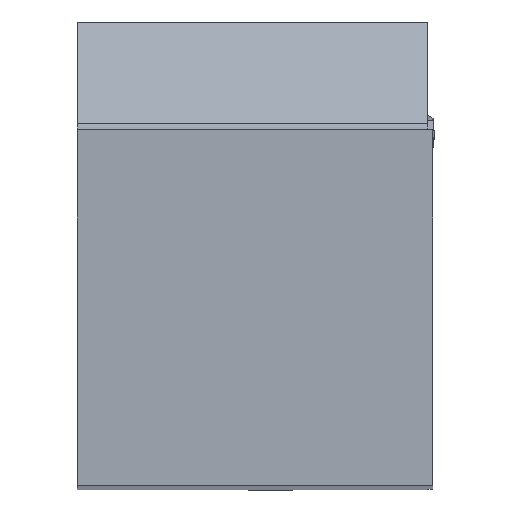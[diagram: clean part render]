
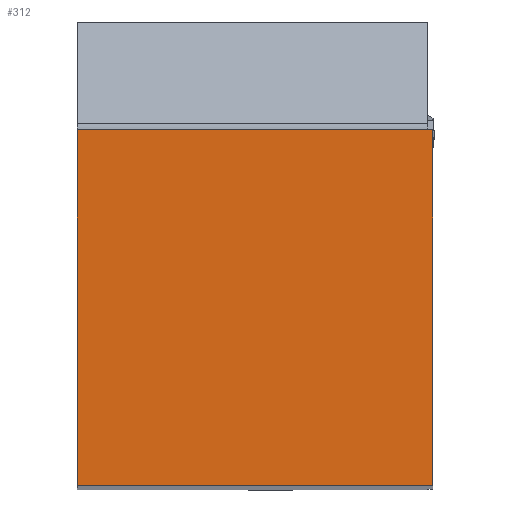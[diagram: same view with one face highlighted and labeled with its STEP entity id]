
A CAD part, top view. The second image highlights one B-rep face of the part: STEP entity #312.
In plain terms, the highlighted planar face has unit normal (0, 0, 1).
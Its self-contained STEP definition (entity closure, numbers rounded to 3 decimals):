
#312=ADVANCED_FACE('CU_BACK_SU1',(#473),#413,.F.);
#413=PLANE('',#2119);
#473=FACE_OUTER_BOUND('',#582,.T.);
#582=EDGE_LOOP('',(#825,#826,#827,#828));
#825=ORIENTED_EDGE('',*,*,#1462,.T.);
#826=ORIENTED_EDGE('',*,*,#1510,.F.);
#827=ORIENTED_EDGE('',*,*,#1522,.T.);
#828=ORIENTED_EDGE('',*,*,#1471,.T.);
#1274=VERTEX_POINT('',#2767);
#1275=VERTEX_POINT('',#2769);
#1283=VERTEX_POINT('',#2787);
#1310=VERTEX_POINT('',#2862);
#1462=EDGE_CURVE('',#1275,#1274,#1741,.T.);
#1471=EDGE_CURVE('',#1283,#1275,#1749,.T.);
#1510=EDGE_CURVE('',#1310,#1274,#1777,.T.);
#1522=EDGE_CURVE('',#1310,#1283,#1785,.T.);
#1741=LINE('',#2768,#1898);
#1749=LINE('',#2786,#1906);
#1777=LINE('',#2863,#1934);
#1785=LINE('',#2904,#1942);
#1898=VECTOR('',#2282,1.);
#1906=VECTOR('',#2294,1.);
#1934=VECTOR('',#2364,1.);
#1942=VECTOR('',#2398,1.);
#2119=AXIS2_PLACEMENT_3D('',#2905,#2399,#2400);
#2282=DIRECTION('',(1.,0.,0.));
#2294=DIRECTION('',(0.,-1.,0.));
#2364=DIRECTION('',(0.,-1.,0.));
#2398=DIRECTION('',(-1.,0.,0.));
#2399=DIRECTION('',(0.,0.,-1.));
#2400=DIRECTION('',(1.,0.,0.));
#2767=CARTESIAN_POINT('',(15.9,0.,0.));
#2768=CARTESIAN_POINT('',(-22.795,0.,0.));
#2769=CARTESIAN_POINT('',(0.,0.,0.));
#2786=CARTESIAN_POINT('',(0.,35.9,0.));
#2787=CARTESIAN_POINT('',(0.,15.9,0.));
#2862=CARTESIAN_POINT('',(15.9,15.9,0.));
#2863=CARTESIAN_POINT('',(15.9,35.9,0.));
#2904=CARTESIAN_POINT('',(-22.795,15.9,0.));
#2905=CARTESIAN_POINT('',(-22.795,35.9,0.));
